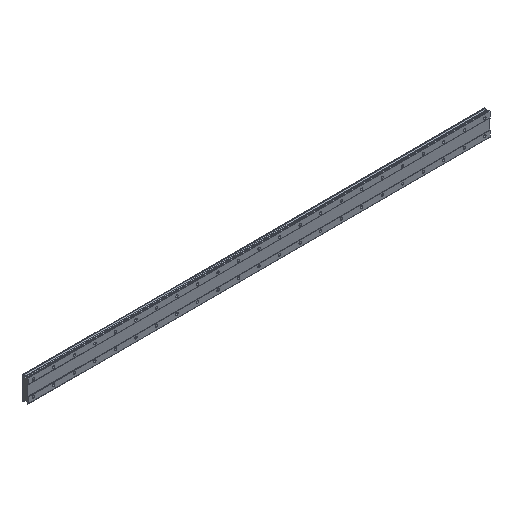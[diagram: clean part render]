
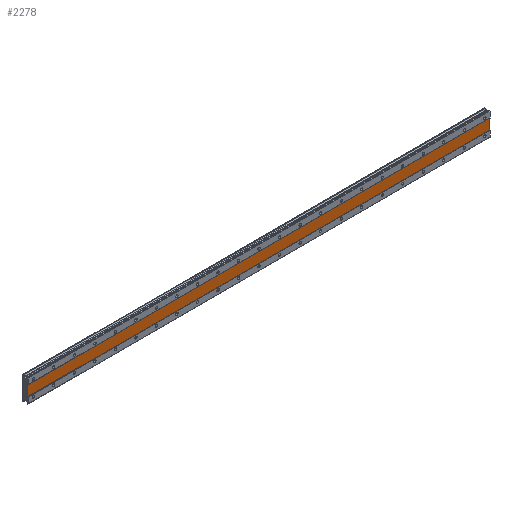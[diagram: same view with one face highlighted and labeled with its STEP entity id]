
A CAD part, isometric view. The second image highlights one B-rep face of the part: STEP entity #2278.
In plain terms, the highlighted planar face has unit normal (0, -1, 0).
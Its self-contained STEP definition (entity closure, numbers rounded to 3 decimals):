
#183 = LINE ( 'NONE', #2713, #237 ) ;
#237 = VECTOR ( 'NONE', #4805, 1000. ) ;
#447 = AXIS2_PLACEMENT_3D ( 'NONE', #6179, #485, #2932 ) ;
#485 = DIRECTION ( 'NONE',  ( 0., 1., 0. ) ) ;
#571 = ORIENTED_EDGE ( 'NONE', *, *, #5411, .F. ) ;
#690 = CARTESIAN_POINT ( 'NONE',  ( 1780., 1., 20. ) ) ;
#1103 = ORIENTED_EDGE ( 'NONE', *, *, #3453, .F. ) ;
#1640 = FACE_OUTER_BOUND ( 'NONE', #4080, .T. ) ;
#1723 = ORIENTED_EDGE ( 'NONE', *, *, #6748, .F. ) ;
#1922 = VECTOR ( 'NONE', #4975, 1000. ) ;
#2278 = ADVANCED_FACE ( 'NONE', ( #1640 ), #6897, .F. ) ;
#2531 = VECTOR ( 'NONE', #3854, 1000. ) ;
#2558 = CARTESIAN_POINT ( 'NONE',  ( 1780., 1., 20. ) ) ;
#2713 = CARTESIAN_POINT ( 'NONE',  ( -20., 1., 20. ) ) ;
#2932 = DIRECTION ( 'NONE',  ( 0., 0., 1. ) ) ;
#2933 = VERTEX_POINT ( 'NONE', #4798 ) ;
#3037 = VERTEX_POINT ( 'NONE', #4263 ) ;
#3201 = DIRECTION ( 'NONE',  ( -1., 0., 0. ) ) ;
#3453 = EDGE_CURVE ( 'NONE', #4171, #2933, #7386, .T. ) ;
#3474 = VERTEX_POINT ( 'NONE', #6163 ) ;
#3854 = DIRECTION ( 'NONE',  ( 1., 0., 0. ) ) ;
#4080 = EDGE_LOOP ( 'NONE', ( #571, #1103, #6587, #1723 ) ) ;
#4171 = VERTEX_POINT ( 'NONE', #690 ) ;
#4263 = CARTESIAN_POINT ( 'NONE',  ( -20., 1., -20. ) ) ;
#4533 = LINE ( 'NONE', #5157, #5262 ) ;
#4798 = CARTESIAN_POINT ( 'NONE',  ( 1780., 1., -20. ) ) ;
#4805 = DIRECTION ( 'NONE',  ( 0., 0., 1. ) ) ;
#4975 = DIRECTION ( 'NONE',  ( 0., 0., -1. ) ) ;
#5157 = CARTESIAN_POINT ( 'NONE',  ( 1780., 1., -20. ) ) ;
#5190 = LINE ( 'NONE', #2558, #2531 ) ;
#5262 = VECTOR ( 'NONE', #3201, 1000. ) ;
#5411 = EDGE_CURVE ( 'NONE', #2933, #3037, #4533, .T. ) ;
#5633 = CARTESIAN_POINT ( 'NONE',  ( 1780., 1., 20. ) ) ;
#6163 = CARTESIAN_POINT ( 'NONE',  ( -20., 1., 20. ) ) ;
#6179 = CARTESIAN_POINT ( 'NONE',  ( 1780., 1., 20. ) ) ;
#6587 = ORIENTED_EDGE ( 'NONE', *, *, #7882, .F. ) ;
#6748 = EDGE_CURVE ( 'NONE', #3037, #3474, #183, .T. ) ;
#6897 = PLANE ( 'NONE',  #447 ) ;
#7386 = LINE ( 'NONE', #5633, #1922 ) ;
#7882 = EDGE_CURVE ( 'NONE', #3474, #4171, #5190, .T. ) ;
